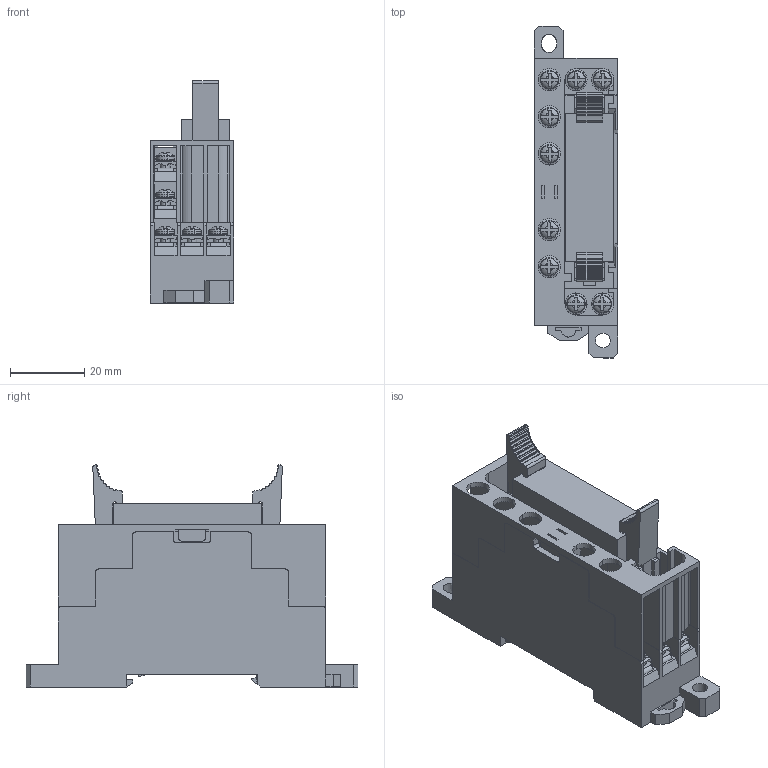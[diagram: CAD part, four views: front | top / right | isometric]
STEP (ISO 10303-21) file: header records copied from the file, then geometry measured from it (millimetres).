
FILE_DESCRIPTION(('CATIA V5 STEP Exchange','CAx-IF Rec.Pracs.--- Model Styling and Organization---1.4--- 2014-01-23'),'2;1');
FILE_NAME ('D1470923_5', '2024-02-13T09:46:34+00:00', ('none'), ('Weidmueller'), 'CATIA Version 5-6 Release 2016 SP3 HF44', 'CATIA V5 STEP AP214', 'none');
FILE_SCHEMA(('AUTOMOTIVE_DESIGN { 1 0 10303 214 1 1 1 1 }'));
Length unit declared in the file: millimetre
Products named in the file (1): S3D_FSKIT_24VDC_2NO2NC_3NO1NC_FG_LD_AGNSO_AU 
Bounding box: 22.4 x 89.4 x 59.8 mm (x, y, z)
Volume: 57573.2 mm3; surface area: 24765 mm2
Topology: 1 solids, 1 shells, 1336 faces, 3859 edges, 2506 vertices
Faces by surface type: plane 882, cylinder 213, extrusion 141, torus 80, cone 20
Entity records: 44089 total; most frequent: CARTESIAN_POINT 11010, ORIENTED_EDGE 7718, DIRECTION 4673, EDGE_CURVE 3859, VECTOR 2717, LINE 2576, VERTEX_POINT 2506, EDGE_LOOP 1387
